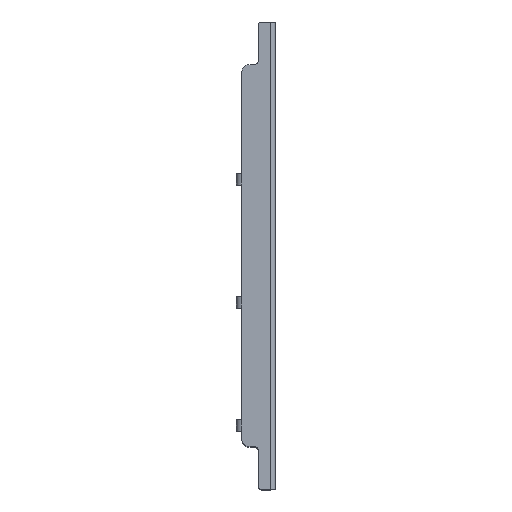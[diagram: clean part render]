
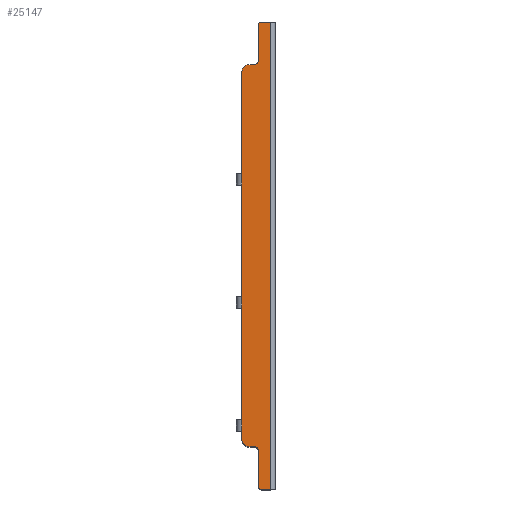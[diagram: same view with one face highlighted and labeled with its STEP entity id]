
A CAD part, top view. The second image highlights one B-rep face of the part: STEP entity #25147.
In plain terms, the highlighted planar face has unit normal (0, 0, 1).
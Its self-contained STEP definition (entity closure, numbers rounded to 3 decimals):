
#12415=CARTESIAN_POINT('Vertex',(-3.,275.,275.)) ;
#12468=CARTESIAN_POINT('Vertex',(-3.,-275.,275.)) ;
#12488=CARTESIAN_POINT('Line Origine',(-8.5,-275.,275.)) ;
#12492=CARTESIAN_POINT('Vertex',(-14.,-275.,275.)) ;
#12526=CARTESIAN_POINT('Axis2P3D Location',(-14.,-272.,275.)) ;
#12530=CARTESIAN_POINT('Vertex',(-17.,-272.,275.)) ;
#12557=CARTESIAN_POINT('Line Origine',(-17.,-251.,275.)) ;
#12561=CARTESIAN_POINT('Vertex',(-17.,-230.,275.)) ;
#12581=CARTESIAN_POINT('Axis2P3D Location',(-22.,-230.,275.)) ;
#12585=CARTESIAN_POINT('Vertex',(-22.,-225.,275.)) ;
#12612=CARTESIAN_POINT('Line Origine',(-24.5,-225.,275.)) ;
#12616=CARTESIAN_POINT('Vertex',(-27.,-225.,275.)) ;
#12650=CARTESIAN_POINT('Axis2P3D Location',(-27.,-215.,275.)) ;
#12654=CARTESIAN_POINT('Vertex',(-37.,-215.,275.)) ;
#12674=CARTESIAN_POINT('Line Origine',(-37.,-211.,275.)) ;
#12678=CARTESIAN_POINT('Vertex',(-37.,-207.,275.)) ;
#24528=CARTESIAN_POINT('Vertex',(-37.,-62.,275.)) ;
#24583=CARTESIAN_POINT('Vertex',(-37.,-193.,275.)) ;
#24660=CARTESIAN_POINT('Vertex',(-37.,-48.,275.)) ;
#24693=CARTESIAN_POINT('Vertex',(-27.,225.,275.)) ;
#24696=CARTESIAN_POINT('Line Origine',(-24.5,225.,275.)) ;
#24700=CARTESIAN_POINT('Vertex',(-22.,225.,275.)) ;
#24720=CARTESIAN_POINT('Axis2P3D Location',(-22.,230.,275.)) ;
#24724=CARTESIAN_POINT('Vertex',(-17.,230.,275.)) ;
#24751=CARTESIAN_POINT('Line Origine',(-17.,251.,275.)) ;
#24755=CARTESIAN_POINT('Vertex',(-17.,272.,275.)) ;
#24789=CARTESIAN_POINT('Axis2P3D Location',(-14.,272.,275.)) ;
#24793=CARTESIAN_POINT('Vertex',(-14.,275.,275.)) ;
#24818=CARTESIAN_POINT('Line Origine',(-8.5,275.,275.)) ;
#24924=CARTESIAN_POINT('Line Origine',(-37.,0.,275.)) ;
#24953=CARTESIAN_POINT('Line Origine',(-3.,0.,275.)) ;
#24970=CARTESIAN_POINT('Line Origine',(-37.,-127.5,275.)) ;
#24999=CARTESIAN_POINT('Line Origine',(-37.,0.,275.)) ;
#25027=CARTESIAN_POINT('Vertex',(-37.,215.,275.)) ;
#25030=CARTESIAN_POINT('Axis2P3D Location',(-27.,215.,275.)) ;
#25089=CARTESIAN_POINT('Line Origine',(-37.,17.5,275.)) ;
#25093=CARTESIAN_POINT('Vertex',(-37.,83.,275.)) ;
#25108=CARTESIAN_POINT('Axis2P3D Location',(-3.,0.,275.)) ;
#25113=CARTESIAN_POINT('Line Origine',(-37.,156.,275.)) ;
#25117=CARTESIAN_POINT('Vertex',(-37.,97.,275.)) ;
#25120=CARTESIAN_POINT('Line Origine',(-37.,90.,275.)) ;
#12489=DIRECTION('Vector Direction',(-1.,0.,0.)) ;
#12527=DIRECTION('Axis2P3D Direction',(0.,0.,1.)) ;
#12558=DIRECTION('Vector Direction',(0.,-1.,0.)) ;
#12582=DIRECTION('Axis2P3D Direction',(0.,0.,1.)) ;
#12613=DIRECTION('Vector Direction',(-1.,0.,0.)) ;
#12651=DIRECTION('Axis2P3D Direction',(0.,0.,1.)) ;
#12675=DIRECTION('Vector Direction',(0.,1.,0.)) ;
#24697=DIRECTION('Vector Direction',(-1.,0.,0.)) ;
#24721=DIRECTION('Axis2P3D Direction',(0.,0.,1.)) ;
#24752=DIRECTION('Vector Direction',(0.,1.,0.)) ;
#24790=DIRECTION('Axis2P3D Direction',(0.,0.,1.)) ;
#24819=DIRECTION('Vector Direction',(-1.,0.,0.)) ;
#24925=DIRECTION('Vector Direction',(0.,1.,0.)) ;
#24954=DIRECTION('Vector Direction',(0.,-1.,0.)) ;
#24971=DIRECTION('Vector Direction',(0.,1.,0.)) ;
#25000=DIRECTION('Vector Direction',(0.,1.,0.)) ;
#25031=DIRECTION('Axis2P3D Direction',(0.,0.,1.)) ;
#25090=DIRECTION('Vector Direction',(0.,1.,0.)) ;
#25109=DIRECTION('Axis2P3D Direction',(0.,0.,1.)) ;
#25110=DIRECTION('Axis2P3D XDirection',(0.,1.,-0.)) ;
#25114=DIRECTION('Vector Direction',(0.,1.,0.)) ;
#25121=DIRECTION('Vector Direction',(0.,1.,0.)) ;
#12528=AXIS2_PLACEMENT_3D('Circle Axis2P3D',#12526,#12527,$) ;
#12583=AXIS2_PLACEMENT_3D('Circle Axis2P3D',#12581,#12582,$) ;
#12652=AXIS2_PLACEMENT_3D('Circle Axis2P3D',#12650,#12651,$) ;
#24722=AXIS2_PLACEMENT_3D('Circle Axis2P3D',#24720,#24721,$) ;
#24791=AXIS2_PLACEMENT_3D('Circle Axis2P3D',#24789,#24790,$) ;
#25032=AXIS2_PLACEMENT_3D('Circle Axis2P3D',#25030,#25031,$) ;
#25111=AXIS2_PLACEMENT_3D('Plane Axis2P3D',#25108,#25109,#25110) ;
#25126=ORIENTED_EDGE('',*,*,#24795,.T.) ;
#25127=ORIENTED_EDGE('',*,*,#24757,.F.) ;
#25128=ORIENTED_EDGE('',*,*,#24726,.F.) ;
#25129=ORIENTED_EDGE('',*,*,#24702,.T.) ;
#25130=ORIENTED_EDGE('',*,*,#25034,.T.) ;
#25131=ORIENTED_EDGE('',*,*,#25119,.F.) ;
#25132=ORIENTED_EDGE('',*,*,#25124,.F.) ;
#25133=ORIENTED_EDGE('',*,*,#25095,.F.) ;
#25134=ORIENTED_EDGE('',*,*,#24928,.F.) ;
#25135=ORIENTED_EDGE('',*,*,#24974,.F.) ;
#25136=ORIENTED_EDGE('',*,*,#25003,.F.) ;
#25137=ORIENTED_EDGE('',*,*,#12680,.F.) ;
#25138=ORIENTED_EDGE('',*,*,#12656,.T.) ;
#25139=ORIENTED_EDGE('',*,*,#12618,.F.) ;
#25140=ORIENTED_EDGE('',*,*,#12587,.F.) ;
#25141=ORIENTED_EDGE('',*,*,#12563,.T.) ;
#25142=ORIENTED_EDGE('',*,*,#12532,.T.) ;
#25143=ORIENTED_EDGE('',*,*,#12494,.F.) ;
#25144=ORIENTED_EDGE('',*,*,#24957,.T.) ;
#25145=ORIENTED_EDGE('',*,*,#24822,.T.) ;
#12490=VECTOR('Line Direction',#12489,1.) ;
#12559=VECTOR('Line Direction',#12558,1.) ;
#12614=VECTOR('Line Direction',#12613,1.) ;
#12676=VECTOR('Line Direction',#12675,1.) ;
#24698=VECTOR('Line Direction',#24697,1.) ;
#24753=VECTOR('Line Direction',#24752,1.) ;
#24820=VECTOR('Line Direction',#24819,1.) ;
#24926=VECTOR('Line Direction',#24925,1.) ;
#24955=VECTOR('Line Direction',#24954,1.) ;
#24972=VECTOR('Line Direction',#24971,1.) ;
#25001=VECTOR('Line Direction',#25000,1.) ;
#25091=VECTOR('Line Direction',#25090,1.) ;
#25115=VECTOR('Line Direction',#25114,1.) ;
#25122=VECTOR('Line Direction',#25121,1.) ;
#25147=ADVANCED_FACE('Hauptk\X2\00F6\X0\rper',(#25146),#25112,.T.) ;
#12529=CIRCLE('generated circle',#12528,3.) ;
#12584=CIRCLE('generated circle',#12583,5.) ;
#12653=CIRCLE('generated circle',#12652,10.) ;
#24723=CIRCLE('generated circle',#24722,5.) ;
#24792=CIRCLE('generated circle',#24791,3.) ;
#25033=CIRCLE('generated circle',#25032,10.) ;
#12494=EDGE_CURVE('',#12469,#12493,#12491,.T.) ;
#12532=EDGE_CURVE('',#12531,#12493,#12529,.T.) ;
#12563=EDGE_CURVE('',#12562,#12531,#12560,.T.) ;
#12587=EDGE_CURVE('',#12562,#12586,#12584,.T.) ;
#12618=EDGE_CURVE('',#12586,#12617,#12615,.T.) ;
#12656=EDGE_CURVE('',#12655,#12617,#12653,.T.) ;
#12680=EDGE_CURVE('',#12655,#12679,#12677,.T.) ;
#24702=EDGE_CURVE('',#24701,#24694,#24699,.T.) ;
#24726=EDGE_CURVE('',#24701,#24725,#24723,.T.) ;
#24757=EDGE_CURVE('',#24725,#24756,#24754,.T.) ;
#24795=EDGE_CURVE('',#24794,#24756,#24792,.T.) ;
#24822=EDGE_CURVE('',#12416,#24794,#24821,.T.) ;
#24928=EDGE_CURVE('',#24529,#24661,#24927,.T.) ;
#24957=EDGE_CURVE('',#12469,#12416,#24956,.F.) ;
#24974=EDGE_CURVE('',#24584,#24529,#24973,.T.) ;
#25003=EDGE_CURVE('',#12679,#24584,#25002,.T.) ;
#25034=EDGE_CURVE('',#24694,#25028,#25033,.T.) ;
#25095=EDGE_CURVE('',#24661,#25094,#25092,.T.) ;
#25119=EDGE_CURVE('',#25118,#25028,#25116,.T.) ;
#25124=EDGE_CURVE('',#25094,#25118,#25123,.T.) ;
#25125=EDGE_LOOP('',(#25126,#25127,#25128,#25129,#25130,#25131,#25132,#25133,#25134,#25135,#25136,#25137,#25138,#25139,#25140,#25141,#25142,#25143,#25144,#25145)) ;
#25146=FACE_OUTER_BOUND('',#25125,.T.) ;
#12491=LINE('Line',#12488,#12490) ;
#12560=LINE('Line',#12557,#12559) ;
#12615=LINE('Line',#12612,#12614) ;
#12677=LINE('Line',#12674,#12676) ;
#24699=LINE('Line',#24696,#24698) ;
#24754=LINE('Line',#24751,#24753) ;
#24821=LINE('Line',#24818,#24820) ;
#24927=LINE('Line',#24924,#24926) ;
#24956=LINE('Line',#24953,#24955) ;
#24973=LINE('Line',#24970,#24972) ;
#25002=LINE('Line',#24999,#25001) ;
#25092=LINE('Line',#25089,#25091) ;
#25116=LINE('Line',#25113,#25115) ;
#25123=LINE('Line',#25120,#25122) ;
#25112=PLANE('',#25111) ;
#12416=VERTEX_POINT('',#12415) ;
#12469=VERTEX_POINT('',#12468) ;
#12493=VERTEX_POINT('',#12492) ;
#12531=VERTEX_POINT('',#12530) ;
#12562=VERTEX_POINT('',#12561) ;
#12586=VERTEX_POINT('',#12585) ;
#12617=VERTEX_POINT('',#12616) ;
#12655=VERTEX_POINT('',#12654) ;
#12679=VERTEX_POINT('',#12678) ;
#24529=VERTEX_POINT('',#24528) ;
#24584=VERTEX_POINT('',#24583) ;
#24661=VERTEX_POINT('',#24660) ;
#24694=VERTEX_POINT('',#24693) ;
#24701=VERTEX_POINT('',#24700) ;
#24725=VERTEX_POINT('',#24724) ;
#24756=VERTEX_POINT('',#24755) ;
#24794=VERTEX_POINT('',#24793) ;
#25028=VERTEX_POINT('',#25027) ;
#25094=VERTEX_POINT('',#25093) ;
#25118=VERTEX_POINT('',#25117) ;
